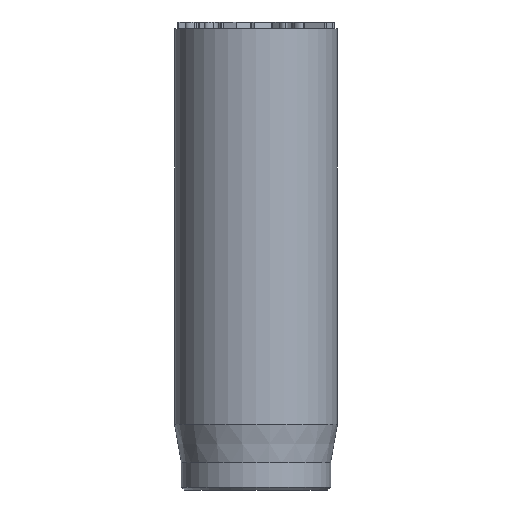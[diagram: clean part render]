
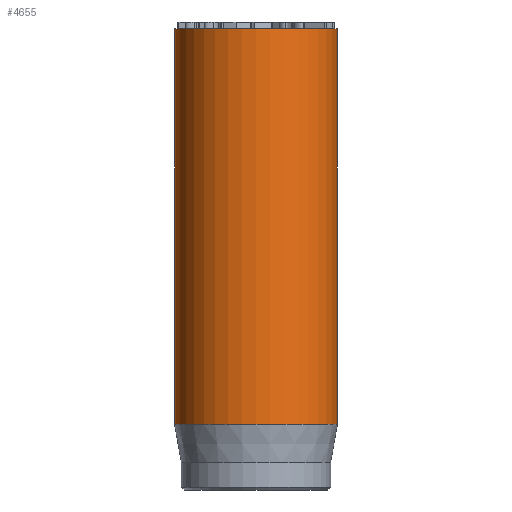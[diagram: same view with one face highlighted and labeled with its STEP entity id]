
A CAD part, front view. The second image highlights one B-rep face of the part: STEP entity #4655.
In plain terms, the highlighted cylindrical face has radius 3 mm (diameter 6 mm), a full revolution.
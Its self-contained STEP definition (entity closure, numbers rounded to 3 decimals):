
#32=CYLINDRICAL_SURFACE('',#4841,3.);
#46=CIRCLE('',#4811,3.);
#62=CIRCLE('',#4839,3.);
#63=CIRCLE('',#4840,3.);
#806=FACE_OUTER_BOUND('',#1085,.T.);
#1085=EDGE_LOOP('',(#4226,#4227,#4228,#4229,#4230));
#1422=LINE('',#8852,#1767);
#1767=VECTOR('',#5391,3.);
#2211=VERTEX_POINT('',#8794);
#2227=VERTEX_POINT('',#8846);
#2228=VERTEX_POINT('',#8847);
#2875=EDGE_CURVE('',#2211,#2211,#46,.T.);
#2899=EDGE_CURVE('',#2227,#2228,#62,.T.);
#2900=EDGE_CURVE('',#2228,#2227,#63,.T.);
#2902=EDGE_CURVE('',#2211,#2227,#1422,.T.);
#4226=ORIENTED_EDGE('',*,*,#2875,.T.);
#4227=ORIENTED_EDGE('',*,*,#2902,.T.);
#4228=ORIENTED_EDGE('',*,*,#2899,.T.);
#4229=ORIENTED_EDGE('',*,*,#2900,.T.);
#4230=ORIENTED_EDGE('',*,*,#2902,.F.);
#4655=ADVANCED_FACE('',(#806),#32,.T.);
#4811=AXIS2_PLACEMENT_3D('',#8795,#5320,#5321);
#4839=AXIS2_PLACEMENT_3D('',#8848,#5384,#5385);
#4840=AXIS2_PLACEMENT_3D('',#8849,#5386,#5387);
#4841=AXIS2_PLACEMENT_3D('',#8851,#5389,#5390);
#5320=DIRECTION('center_axis',(0.,0.,-1.));
#5321=DIRECTION('ref_axis',(-1.,0.,0.));
#5384=DIRECTION('center_axis',(0.,0.,1.));
#5385=DIRECTION('ref_axis',(-1.,0.,0.));
#5386=DIRECTION('center_axis',(0.,0.,1.));
#5387=DIRECTION('ref_axis',(-1.,0.,0.));
#5389=DIRECTION('center_axis',(0.,0.,1.));
#5390=DIRECTION('ref_axis',(-1.,0.,0.));
#5391=DIRECTION('',(0.,0.,-1.));
#8794=CARTESIAN_POINT('',(3.,0.,17.));
#8795=CARTESIAN_POINT('Origin',(0.,0.,17.));
#8846=CARTESIAN_POINT('',(3.,0.,2.418));
#8847=CARTESIAN_POINT('',(-3.,0.,2.418));
#8848=CARTESIAN_POINT('Origin',(0.,0.,2.418));
#8849=CARTESIAN_POINT('Origin',(0.,0.,2.418));
#8851=CARTESIAN_POINT('Origin',(0.,0.,0.));
#8852=CARTESIAN_POINT('',(3.,0.,0.));
